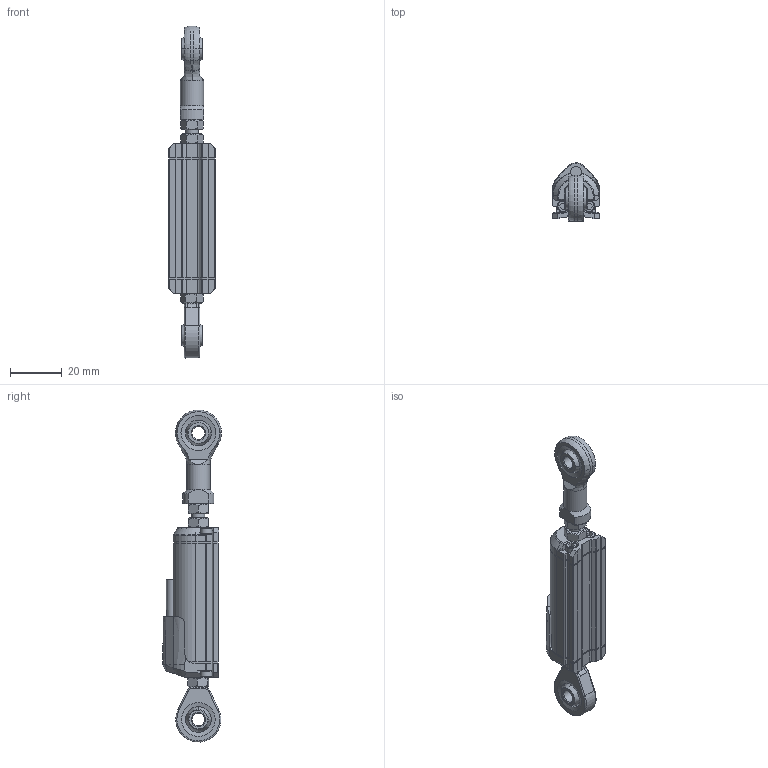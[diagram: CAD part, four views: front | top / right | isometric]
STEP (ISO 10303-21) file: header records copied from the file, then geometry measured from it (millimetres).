
FILE_DESCRIPTION (( 'STEP AP214' ), '1' );
FILE_NAME ('LCR-18P-0010-A2-1A.STEP', '2024-10-02T11:11:04', ( '' ), ( '' ), 'SwSTEP 2.0', 'SolidWorks 2023', '' );
FILE_SCHEMA (( 'AUTOMOTIVE_DESIGN' ));
Length unit declared in the file: inch
Products named in the file (1): LCR-18P-0010-A2-1A
Bounding box: 18 x 22.76 x 128.61 mm (x, y, z)
Volume: 33782.3 mm3; surface area: 16446.5 mm2
Topology: 9 solids, 11 shells, 542 faces, 1429 edges, 925 vertices
Faces by surface type: plane 306, cylinder 146, bspline 45, cone 43, torus 2
Full cylindrical faces by diameter (mm): 2.875 x4, 4.2 x1, 5 x10, 5.4 x1, 6.9 x1, 9 x1, 10 x2, 13.5 x2
Entity records: 21185 total; most frequent: CARTESIAN_POINT 8362, ORIENTED_EDGE 2698, DIRECTION 2465, EDGE_CURVE 1349, VERTEX_POINT 898, LINE 837, VECTOR 837, AXIS2_PLACEMENT_3D 814
